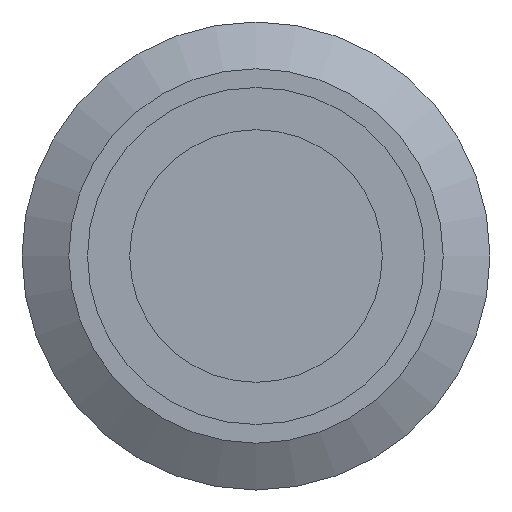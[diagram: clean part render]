
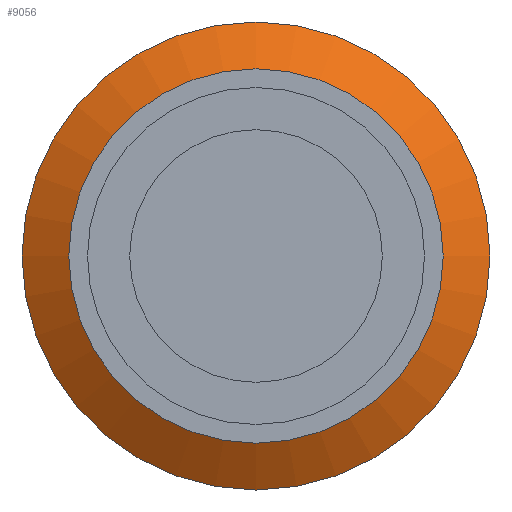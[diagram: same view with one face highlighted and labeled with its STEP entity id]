
A CAD part, left-side view. The second image highlights one B-rep face of the part: STEP entity #9056.
In plain terms, the highlighted conical face has half-angle 59.036 degrees and reference radius 25.4 mm.
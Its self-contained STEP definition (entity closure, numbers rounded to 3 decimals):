
#9029=CARTESIAN_POINT('',(7.44,0.0,0.0));
#9030=DIRECTION('',(1.0,0.0,0.0));
#9031=DIRECTION('',(0.0,0.0,1.0));
#9032=AXIS2_PLACEMENT_3D('',#9029,#9030,#9031);
#9033=CONICAL_SURFACE('',#9032,25.4,59.036);
#9034=CARTESIAN_POINT('',(-1.8,0.0,10.));
#9035=VERTEX_POINT('',#9034);
#9036=CARTESIAN_POINT('',(-1.8,0.0,0.0));
#9037=DIRECTION('',(-1.0,0.0,0.0));
#9038=DIRECTION('',(0.0,0.0,1.0));
#9039=AXIS2_PLACEMENT_3D('',#9036,#9037,#9038);
#9040=CIRCLE('',#9039,10.);
#9041=EDGE_CURVE('',#9035,#9035,#9040,.T.);
#9042=ORIENTED_EDGE('',*,*,#9041,.F.);
#9043=EDGE_LOOP('',(#9042));
#9044=FACE_OUTER_BOUND('',#9043,.T.);
#9045=CARTESIAN_POINT('',(-0.3,12.5,0.));
#9046=VERTEX_POINT('',#9045);
#9047=CARTESIAN_POINT('',(-0.3,0.0,0.0));
#9048=DIRECTION('',(1.0,0.0,0.0));
#9049=DIRECTION('',(0.0,-1.0,0.0));
#9050=AXIS2_PLACEMENT_3D('',#9047,#9048,#9049);
#9051=CIRCLE('',#9050,12.5);
#9052=EDGE_CURVE('',#9046,#9046,#9051,.T.);
#9053=ORIENTED_EDGE('',*,*,#9052,.F.);
#9054=EDGE_LOOP('',(#9053));
#9055=FACE_BOUND('',#9054,.T.);
#9056=ADVANCED_FACE('',(#9044,#9055),#9033,.T.);
